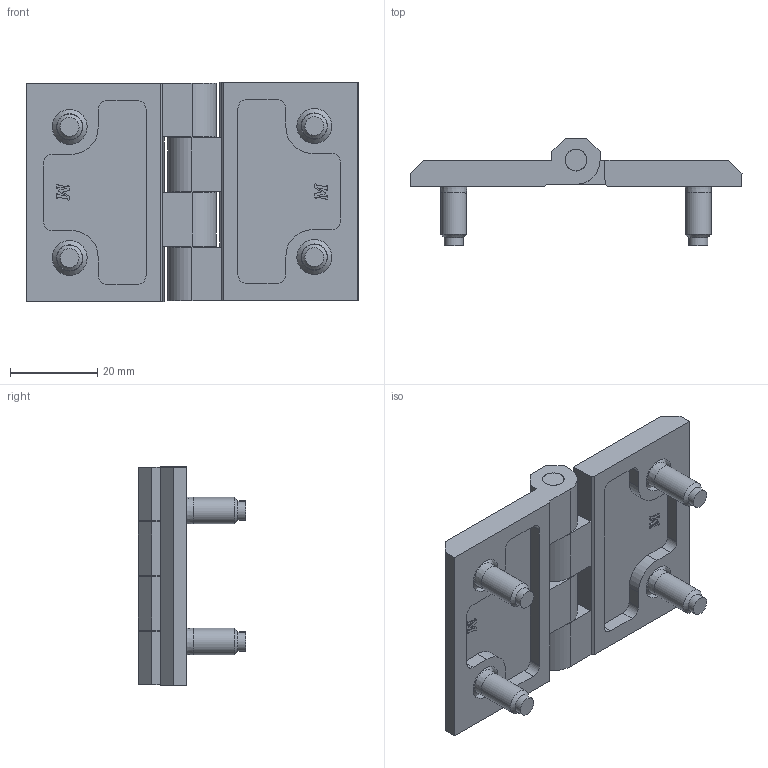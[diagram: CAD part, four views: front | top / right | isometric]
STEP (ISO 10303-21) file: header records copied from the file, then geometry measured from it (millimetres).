
FILE_DESCRIPTION(('STEP AP203'),'1');
FILE_NAME('099.1.2.9.step','2014-08-11T07:44:50',(' '),(' '),'Spatial InterOp 3D',' ',' ');
FILE_SCHEMA(('CONFIG_CONTROL_DESIGN'));
Length unit declared in the file: millimetre
Products named in the file (7): 1; 2; 3; 4; 5; 6; 7
Bounding box: 76 x 24.5 x 50.2 mm (x, y, z)
Volume: 21647.9 mm3; surface area: 14653.2 mm2
Topology: 7 solids, 7 shells, 297 faces, 788 edges, 517 vertices
Faces by surface type: plane 198, cylinder 77, cone 14, extrusion 8
Full cylindrical faces by diameter (mm): 4.3 x4, 5 x4, 5.85 x4, 6 x1, 8 x4
Entity records: 9874 total; most frequent: CARTESIAN_POINT 2218, DIRECTION 1552, ORIENTED_EDGE 1482, EDGE_CURVE 741, AXIS2_PLACEMENT_3D 523, VECTOR 506, VERTEX_POINT 501, LINE 498
